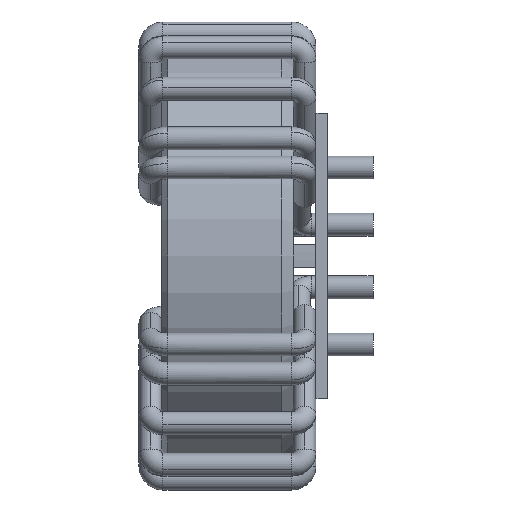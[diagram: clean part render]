
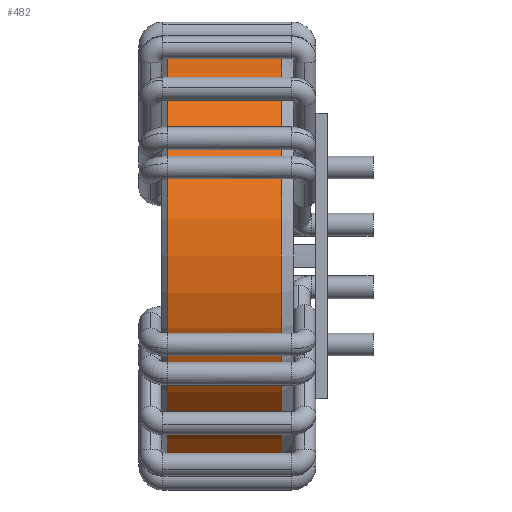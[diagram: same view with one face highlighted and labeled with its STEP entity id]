
A CAD part, left-side view. The second image highlights one B-rep face of the part: STEP entity #482.
In plain terms, the highlighted cylindrical face has radius 18.5 mm (diameter 37 mm), a partial arc.
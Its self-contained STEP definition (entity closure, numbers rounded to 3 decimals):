
#482 = ADVANCED_FACE ( 'NONE', ( #11974 ), #4769, .T. ) ;
#526 = CARTESIAN_POINT ( 'NONE',  ( -1.894, 4., 18.5 ) ) ;
#573 = EDGE_CURVE ( 'NONE', #8171, #11628, #6440, .T. ) ;
#639 = LINE ( 'NONE', #11747, #1141 ) ;
#1141 = VECTOR ( 'NONE', #12724, 1000. ) ;
#1394 = ORIENTED_EDGE ( 'NONE', *, *, #8538, .T. ) ;
#2196 = CARTESIAN_POINT ( 'NONE',  ( -1.894, 4., 0. ) ) ;
#2262 = AXIS2_PLACEMENT_3D ( 'NONE', #6749, #8815, #12122 ) ;
#2576 = ORIENTED_EDGE ( 'NONE', *, *, #6735, .F. ) ;
#3193 = VERTEX_POINT ( 'NONE', #13169 ) ;
#3951 = CARTESIAN_POINT ( 'NONE',  ( -1.894, 3., -18.5 ) ) ;
#4162 = CARTESIAN_POINT ( 'NONE',  ( -1.894, 14., -18.5 ) ) ;
#4260 = ORIENTED_EDGE ( 'NONE', *, *, #12727, .T. ) ;
#4588 = VECTOR ( 'NONE', #6180, 1000. ) ;
#4769 = CYLINDRICAL_SURFACE ( 'NONE', #13556, 18.5 ) ;
#4859 = EDGE_LOOP ( 'NONE', ( #2576, #1394, #4260, #12060 ) ) ;
#5487 = CARTESIAN_POINT ( 'NONE',  ( -1.894, 3., 0. ) ) ;
#6180 = DIRECTION ( 'NONE',  ( 0., 1., 0. ) ) ;
#6440 = CIRCLE ( 'NONE', #2262, 18.5 ) ;
#6693 = DIRECTION ( 'NONE',  ( 0., 0., 1. ) ) ;
#6735 = EDGE_CURVE ( 'NONE', #3193, #11628, #9475, .T. ) ;
#6749 = CARTESIAN_POINT ( 'NONE',  ( -1.894, 14., 0. ) ) ;
#7703 = DIRECTION ( 'NONE',  ( 0., 0., 1. ) ) ;
#8171 = VERTEX_POINT ( 'NONE', #10208 ) ;
#8538 = EDGE_CURVE ( 'NONE', #3193, #10187, #10142, .T. ) ;
#8815 = DIRECTION ( 'NONE',  ( 0., -1., 0. ) ) ;
#8849 = DIRECTION ( 'NONE',  ( 0., 1., 0. ) ) ;
#9475 = LINE ( 'NONE', #3951, #4588 ) ;
#10142 = CIRCLE ( 'NONE', #11301, 18.5 ) ;
#10187 = VERTEX_POINT ( 'NONE', #526 ) ;
#10208 = CARTESIAN_POINT ( 'NONE',  ( -1.894, 14., 18.5 ) ) ;
#11301 = AXIS2_PLACEMENT_3D ( 'NONE', #2196, #8849, #6693 ) ;
#11628 = VERTEX_POINT ( 'NONE', #4162 ) ;
#11747 = CARTESIAN_POINT ( 'NONE',  ( -1.894, 3., 18.5 ) ) ;
#11974 = FACE_OUTER_BOUND ( 'NONE', #4859, .T. ) ;
#12060 = ORIENTED_EDGE ( 'NONE', *, *, #573, .T. ) ;
#12122 = DIRECTION ( 'NONE',  ( 0., 0., 1. ) ) ;
#12724 = DIRECTION ( 'NONE',  ( 0., 1., 0. ) ) ;
#12727 = EDGE_CURVE ( 'NONE', #10187, #8171, #639, .T. ) ;
#12872 = DIRECTION ( 'NONE',  ( 0., 1., 0. ) ) ;
#13169 = CARTESIAN_POINT ( 'NONE',  ( -1.894, 4., -18.5 ) ) ;
#13556 = AXIS2_PLACEMENT_3D ( 'NONE', #5487, #12872, #7703 ) ;
